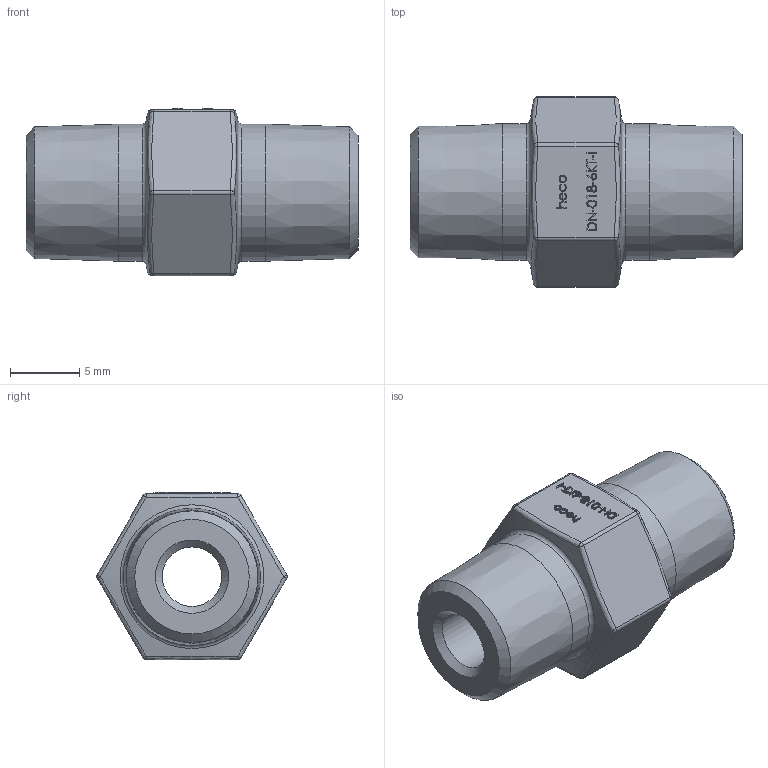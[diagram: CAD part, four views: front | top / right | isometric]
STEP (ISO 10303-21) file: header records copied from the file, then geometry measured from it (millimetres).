
FILE_DESCRIPTION (( 'STEP AP214' ), '1' );
FILE_NAME ('heco DN-018-6KT-I.STEP', '2016-01-11T08:41:20', ( 'test' ), ( '' ), 'SwSTEP 2.0', 'SolidWorks 2011', '' );
FILE_SCHEMA (( 'AUTOMOTIVE_DESIGN' ));
Length unit declared in the file: millimetre
Products named in the file (1): heco DN-018-6KT-I
Bounding box: 24 x 13.76 x 12.1 mm (x, y, z)
Volume: 1750.3 mm3; surface area: 1283.9 mm2
Topology: 1 solids, 1 shells, 224 faces, 563 edges, 360 vertices
Faces by surface type: plane 104, bspline 89, sphere 12, cylinder 9, cone 8, torus 2
Full cylindrical faces by diameter (mm): 4.3 x1, 9.9 x2
Entity records: 12724 total; most frequent: CARTESIAN_POINT 6232, ORIENTED_EDGE 1072, DIRECTION 680, EDGE_CURVE 536, VERTEX_POINT 350, LINE 308, VECTOR 308, EDGE_LOOP 262
